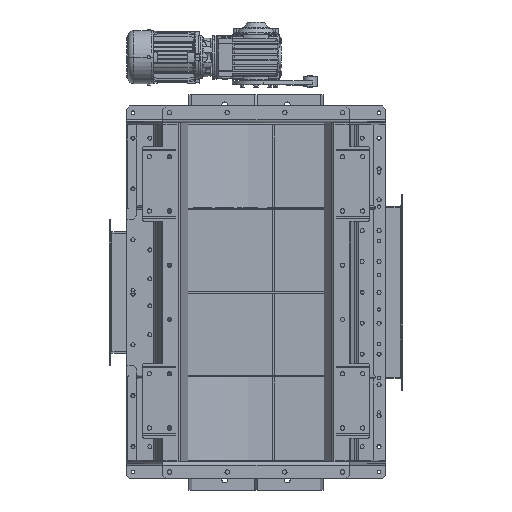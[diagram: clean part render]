
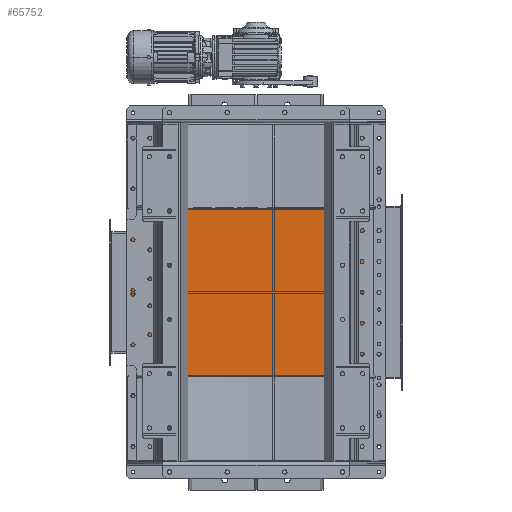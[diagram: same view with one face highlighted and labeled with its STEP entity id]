
A CAD part, front view. The second image highlights one B-rep face of the part: STEP entity #65752.
In plain terms, the highlighted planar face has unit normal (0, -1, 0).
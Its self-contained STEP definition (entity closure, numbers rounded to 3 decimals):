
#140 = CARTESIAN_POINT ( 'NONE',  ( 50.556, 388., -745.685 ) ) ;
#260 = DIRECTION ( 'NONE',  ( 0., 0., 1. ) ) ;
#262 = CARTESIAN_POINT ( 'NONE',  ( 247., 388., -4.4 ) ) ;
#582 = DIRECTION ( 'NONE',  ( 0., 0., 1. ) ) ;
#1628 = CARTESIAN_POINT ( 'NONE',  ( -50.556, 388., -751.685 ) ) ;
#1984 = DIRECTION ( 'NONE',  ( 0., 0., -1. ) ) ;
#2508 = ORIENTED_EDGE ( 'NONE', *, *, #79637, .T. ) ;
#2747 = DIRECTION ( 'NONE',  ( 0., 0., 1. ) ) ;
#2872 = VERTEX_POINT ( 'NONE', #1628 ) ;
#3007 = CIRCLE ( 'NONE', #11899, 6. ) ;
#3797 = CIRCLE ( 'NONE', #70836, 6. ) ;
#3883 = VECTOR ( 'NONE', #1984, 1000. ) ;
#3955 = DIRECTION ( 'NONE',  ( 0., 1., 0. ) ) ;
#4874 = VERTEX_POINT ( 'NONE', #30071 ) ;
#5039 = EDGE_CURVE ( 'NONE', #39447, #68865, #31314, .T. ) ;
#5053 = AXIS2_PLACEMENT_3D ( 'NONE', #43761, #38178, #2747 ) ;
#7154 = LINE ( 'NONE', #78993, #3883 ) ;
#7764 = EDGE_CURVE ( 'NONE', #41825, #75800, #15421, .T. ) ;
#8971 = DIRECTION ( 'NONE',  ( 0., 1., 0. ) ) ;
#9257 = EDGE_CURVE ( 'NONE', #4874, #33720, #48388, .T. ) ;
#9315 = FACE_OUTER_BOUND ( 'NONE', #75300, .T. ) ;
#10246 = FACE_BOUND ( 'NONE', #28675, .T. ) ;
#10338 = VERTEX_POINT ( 'NONE', #53768 ) ;
#11899 = AXIS2_PLACEMENT_3D ( 'NONE', #33315, #3955, #31940 ) ;
#12630 = AXIS2_PLACEMENT_3D ( 'NONE', #18131, #32581, #67596 ) ;
#12654 = CARTESIAN_POINT ( 'NONE',  ( -151.667, 388., -739.685 ) ) ;
#13675 = CARTESIAN_POINT ( 'NONE',  ( -50.556, 388., -745.685 ) ) ;
#15328 = CIRCLE ( 'NONE', #5053, 6. ) ;
#15421 = CIRCLE ( 'NONE', #33297, 6. ) ;
#16764 = AXIS2_PLACEMENT_3D ( 'NONE', #20799, #77264, #260 ) ;
#16817 = CARTESIAN_POINT ( 'NONE',  ( 50.556, 388., -745.685 ) ) ;
#16821 = CARTESIAN_POINT ( 'NONE',  ( -247., 388., -4.4 ) ) ;
#18131 = CARTESIAN_POINT ( 'NONE',  ( 151.667, 388., -745.685 ) ) ;
#19198 = ORIENTED_EDGE ( 'NONE', *, *, #53220, .T. ) ;
#19998 = CIRCLE ( 'NONE', #54282, 6. ) ;
#20799 = CARTESIAN_POINT ( 'NONE',  ( -151.667, 388., -745.685 ) ) ;
#21330 = CIRCLE ( 'NONE', #16764, 6. ) ;
#21606 = CARTESIAN_POINT ( 'NONE',  ( 0., 388., 0. ) ) ;
#21798 = EDGE_LOOP ( 'NONE', ( #2508, #19198 ) ) ;
#23236 = CARTESIAN_POINT ( 'NONE',  ( 50.556, 388., -751.685 ) ) ;
#23414 = VECTOR ( 'NONE', #44668, 1000. ) ;
#23453 = EDGE_CURVE ( 'NONE', #81498, #39447, #7154, .T. ) ;
#24248 = FACE_BOUND ( 'NONE', #21798, .T. ) ;
#24780 = CARTESIAN_POINT ( 'NONE',  ( -247., 388., -761.285 ) ) ;
#27196 = VECTOR ( 'NONE', #28297, 1000. ) ;
#27397 = VERTEX_POINT ( 'NONE', #262 ) ;
#27702 = ORIENTED_EDGE ( 'NONE', *, *, #76239, .F. ) ;
#27930 = ORIENTED_EDGE ( 'NONE', *, *, #23453, .T. ) ;
#28297 = DIRECTION ( 'NONE',  ( 1., 0., 0. ) ) ;
#28675 = EDGE_LOOP ( 'NONE', ( #39757, #58999 ) ) ;
#29283 = EDGE_CURVE ( 'NONE', #10338, #63160, #3007, .T. ) ;
#30071 = CARTESIAN_POINT ( 'NONE',  ( 151.667, 388., -739.685 ) ) ;
#30844 = DIRECTION ( 'NONE',  ( 1., 0., 0. ) ) ;
#31314 = LINE ( 'NONE', #24780, #74906 ) ;
#31940 = DIRECTION ( 'NONE',  ( 0., 0., 1. ) ) ;
#32581 = DIRECTION ( 'NONE',  ( 0., 1., 0. ) ) ;
#33095 = EDGE_CURVE ( 'NONE', #75800, #41825, #58417, .T. ) ;
#33297 = AXIS2_PLACEMENT_3D ( 'NONE', #140, #8971, #582 ) ;
#33315 = CARTESIAN_POINT ( 'NONE',  ( -151.667, 388., -745.685 ) ) ;
#33720 = VERTEX_POINT ( 'NONE', #81420 ) ;
#34585 = AXIS2_PLACEMENT_3D ( 'NONE', #16817, #45264, #60176 ) ;
#35322 = CARTESIAN_POINT ( 'NONE',  ( -50.556, 388., -739.685 ) ) ;
#35928 = CARTESIAN_POINT ( 'NONE',  ( -50.556, 388., -745.685 ) ) ;
#36056 = DIRECTION ( 'NONE',  ( 0., 1., 0. ) ) ;
#36369 = DIRECTION ( 'NONE',  ( 0., 1., 0. ) ) ;
#38178 = DIRECTION ( 'NONE',  ( 0., 1., 0. ) ) ;
#38697 = PLANE ( 'NONE',  #73483 ) ;
#39447 = VERTEX_POINT ( 'NONE', #45761 ) ;
#39636 = EDGE_CURVE ( 'NONE', #68865, #27397, #59589, .T. ) ;
#39757 = ORIENTED_EDGE ( 'NONE', *, *, #9257, .T. ) ;
#41825 = VERTEX_POINT ( 'NONE', #23236 ) ;
#41914 = CARTESIAN_POINT ( 'NONE',  ( 50.556, 388., -739.685 ) ) ;
#42448 = EDGE_LOOP ( 'NONE', ( #47257, #65274 ) ) ;
#43761 = CARTESIAN_POINT ( 'NONE',  ( 151.667, 388., -745.685 ) ) ;
#44668 = DIRECTION ( 'NONE',  ( 0., 0., 1. ) ) ;
#45264 = DIRECTION ( 'NONE',  ( 0., 1., 0. ) ) ;
#45761 = CARTESIAN_POINT ( 'NONE',  ( -247., 388., -761.285 ) ) ;
#47257 = ORIENTED_EDGE ( 'NONE', *, *, #90093, .T. ) ;
#48388 = CIRCLE ( 'NONE', #12630, 6. ) ;
#49421 = ORIENTED_EDGE ( 'NONE', *, *, #39636, .T. ) ;
#50493 = DIRECTION ( 'NONE',  ( 0., 0., 1. ) ) ;
#52210 = DIRECTION ( 'NONE',  ( 0., 0., 1. ) ) ;
#53220 = EDGE_CURVE ( 'NONE', #2872, #74770, #3797, .T. ) ;
#53768 = CARTESIAN_POINT ( 'NONE',  ( -151.667, 388., -751.685 ) ) ;
#54282 = AXIS2_PLACEMENT_3D ( 'NONE', #13675, #56603, #50493 ) ;
#56447 = DIRECTION ( 'NONE',  ( 0., 0., 1. ) ) ;
#56603 = DIRECTION ( 'NONE',  ( 0., 1., 0. ) ) ;
#58417 = CIRCLE ( 'NONE', #34585, 6. ) ;
#58999 = ORIENTED_EDGE ( 'NONE', *, *, #77032, .T. ) ;
#59589 = LINE ( 'NONE', #88069, #23414 ) ;
#60176 = DIRECTION ( 'NONE',  ( 0., 0., 1. ) ) ;
#60442 = EDGE_LOOP ( 'NONE', ( #73296, #86540 ) ) ;
#61031 = ORIENTED_EDGE ( 'NONE', *, *, #5039, .T. ) ;
#63160 = VERTEX_POINT ( 'NONE', #12654 ) ;
#63758 = CARTESIAN_POINT ( 'NONE',  ( -247., 388., -4.4 ) ) ;
#65274 = ORIENTED_EDGE ( 'NONE', *, *, #29283, .T. ) ;
#65752 = ADVANCED_FACE ( 'NONE', ( #10246, #73725, #24248, #67173, #9315 ), #38697, .F. ) ;
#67173 = FACE_BOUND ( 'NONE', #42448, .T. ) ;
#67575 = CARTESIAN_POINT ( 'NONE',  ( 247., 388., -761.285 ) ) ;
#67596 = DIRECTION ( 'NONE',  ( 0., 0., 1. ) ) ;
#68865 = VERTEX_POINT ( 'NONE', #67575 ) ;
#70836 = AXIS2_PLACEMENT_3D ( 'NONE', #35928, #36369, #56447 ) ;
#73296 = ORIENTED_EDGE ( 'NONE', *, *, #33095, .T. ) ;
#73483 = AXIS2_PLACEMENT_3D ( 'NONE', #21606, #36056, #52210 ) ;
#73725 = FACE_BOUND ( 'NONE', #60442, .T. ) ;
#74770 = VERTEX_POINT ( 'NONE', #35322 ) ;
#74906 = VECTOR ( 'NONE', #30844, 1000. ) ;
#75300 = EDGE_LOOP ( 'NONE', ( #61031, #49421, #27702, #27930 ) ) ;
#75800 = VERTEX_POINT ( 'NONE', #41914 ) ;
#76239 = EDGE_CURVE ( 'NONE', #81498, #27397, #84762, .T. ) ;
#77032 = EDGE_CURVE ( 'NONE', #33720, #4874, #15328, .T. ) ;
#77264 = DIRECTION ( 'NONE',  ( 0., 1., 0. ) ) ;
#78993 = CARTESIAN_POINT ( 'NONE',  ( -247., 388., 0. ) ) ;
#79637 = EDGE_CURVE ( 'NONE', #74770, #2872, #19998, .T. ) ;
#81420 = CARTESIAN_POINT ( 'NONE',  ( 151.667, 388., -751.685 ) ) ;
#81498 = VERTEX_POINT ( 'NONE', #16821 ) ;
#84762 = LINE ( 'NONE', #63758, #27196 ) ;
#86540 = ORIENTED_EDGE ( 'NONE', *, *, #7764, .T. ) ;
#88069 = CARTESIAN_POINT ( 'NONE',  ( 247., 388., 0. ) ) ;
#90093 = EDGE_CURVE ( 'NONE', #63160, #10338, #21330, .T. ) ;
